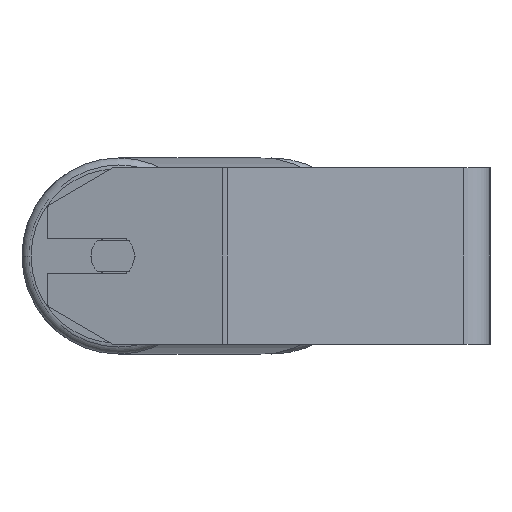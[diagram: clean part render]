
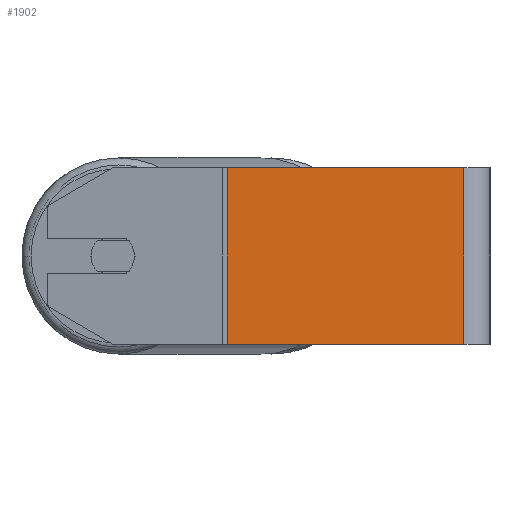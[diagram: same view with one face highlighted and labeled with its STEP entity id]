
A CAD part, left-side view. The second image highlights one B-rep face of the part: STEP entity #1902.
In plain terms, the highlighted planar face has unit normal (-1, 0, 0).
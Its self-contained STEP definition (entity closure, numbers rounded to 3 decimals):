
#83 = EDGE_LOOP ( 'NONE', ( #4200, #315, #119, #7126 ) ) ;
#119 = ORIENTED_EDGE ( 'NONE', *, *, #2271, .F. ) ;
#128 = AXIS2_PLACEMENT_3D ( 'NONE', #4694, #6722, #6148 ) ;
#129 = FACE_OUTER_BOUND ( 'NONE', #83, .T. ) ;
#315 = ORIENTED_EDGE ( 'NONE', *, *, #8044, .F. ) ;
#385 = LINE ( 'NONE', #4465, #7143 ) ;
#569 = CARTESIAN_POINT ( 'NONE',  ( -620., 120.339, 40. ) ) ;
#700 = VERTEX_POINT ( 'NONE', #3170 ) ;
#1029 = DIRECTION ( 'NONE',  ( 0., 0., -1. ) ) ;
#1561 = VECTOR ( 'NONE', #3270, 1000. ) ;
#1623 = CARTESIAN_POINT ( 'NONE',  ( -620., 12., -40. ) ) ;
#1812 = DIRECTION ( 'NONE',  ( 0., -1., 0. ) ) ;
#1902 = ADVANCED_FACE ( 'NONE', ( #129 ), #5398, .F. ) ;
#2271 = EDGE_CURVE ( 'NONE', #5637, #5947, #6632, .T. ) ;
#2520 = VERTEX_POINT ( 'NONE', #1623 ) ;
#3170 = CARTESIAN_POINT ( 'NONE',  ( -620., 119.289, -40. ) ) ;
#3270 = DIRECTION ( 'NONE',  ( 0., -1., 0. ) ) ;
#3498 = CARTESIAN_POINT ( 'NONE',  ( -620., 119.289, 40. ) ) ;
#3789 = EDGE_CURVE ( 'NONE', #700, #2520, #385, .T. ) ;
#4200 = ORIENTED_EDGE ( 'NONE', *, *, #3789, .T. ) ;
#4465 = CARTESIAN_POINT ( 'NONE',  ( -620., 120.339, -40. ) ) ;
#4694 = CARTESIAN_POINT ( 'NONE',  ( -620., 120.339, 40. ) ) ;
#4735 = CARTESIAN_POINT ( 'NONE',  ( -620., 119.289, 40. ) ) ;
#4805 = EDGE_CURVE ( 'NONE', #5637, #700, #6249, .T. ) ;
#5398 = PLANE ( 'NONE',  #128 ) ;
#5637 = VERTEX_POINT ( 'NONE', #4735 ) ;
#5947 = VERTEX_POINT ( 'NONE', #7302 ) ;
#6148 = DIRECTION ( 'NONE',  ( 0., 0., -1. ) ) ;
#6249 = LINE ( 'NONE', #3498, #6299 ) ;
#6299 = VECTOR ( 'NONE', #8273, 1000. ) ;
#6632 = LINE ( 'NONE', #569, #1561 ) ;
#6722 = DIRECTION ( 'NONE',  ( 1., 0., 0. ) ) ;
#7126 = ORIENTED_EDGE ( 'NONE', *, *, #4805, .T. ) ;
#7143 = VECTOR ( 'NONE', #1812, 1000. ) ;
#7302 = CARTESIAN_POINT ( 'NONE',  ( -620., 12., 40. ) ) ;
#7329 = VECTOR ( 'NONE', #1029, 1000. ) ;
#8044 = EDGE_CURVE ( 'NONE', #5947, #2520, #8534, .T. ) ;
#8273 = DIRECTION ( 'NONE',  ( 0., 0., -1. ) ) ;
#8500 = CARTESIAN_POINT ( 'NONE',  ( -620., 12., 40. ) ) ;
#8534 = LINE ( 'NONE', #8500, #7329 ) ;
